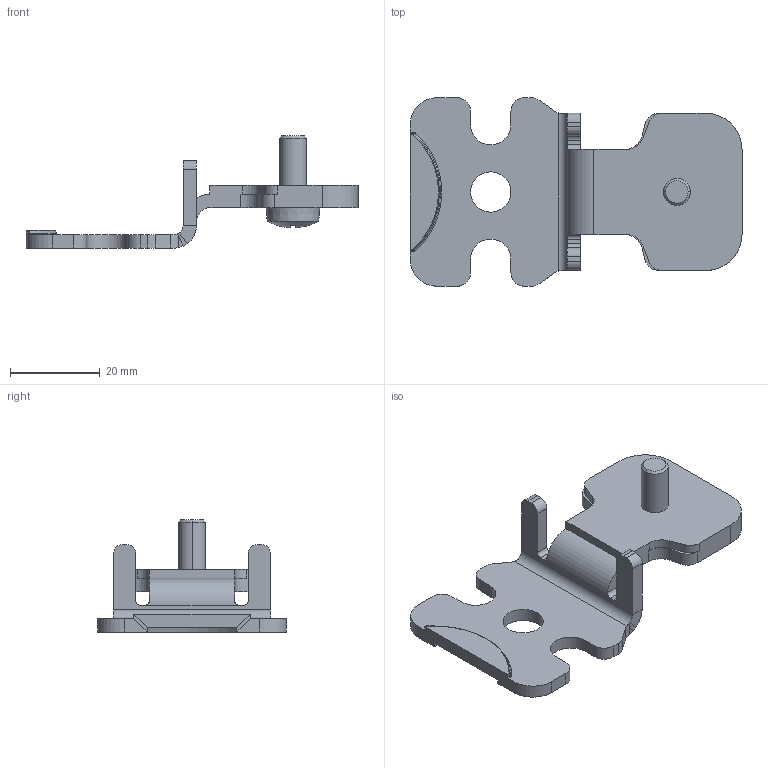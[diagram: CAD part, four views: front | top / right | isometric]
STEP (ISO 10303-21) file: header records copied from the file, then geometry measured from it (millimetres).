
FILE_DESCRIPTION((''),'2;1');
FILE_NAME('NSYAEFPFXSC-3D-','2022-03-21T12:20:16',('SESA6369'),('Schneider-Electric'),'CREO PARAMETRIC BY PTC INC, 2019471','CREO PARAMETRIC BY PTC INC, 2019471','');
FILE_SCHEMA(('AP242_MANAGED_MODEL_BASED_3D_ENGINEERING_MIM_LF { 1 0 10303 442 1 1 4 }'));
Length unit declared in the file: millimetre
Products named in the file (1): NSYAEFPFXSC-3D-
Bounding box: 74 x 42 x 25 mm (x, y, z)
Volume: 10298.4 mm3; surface area: 6958 mm2
Topology: 1 solids, 3 shells, 152 faces, 394 edges, 250 vertices
Faces by surface type: plane 71, cylinder 52, torus 15, cone 6, sphere 6, bspline 2
Entity records: 32746 total; most frequent: CARTESIAN_POINT 27742, DIRECTION 909, ORIENTED_EDGE 788, POLYLINE 462, EDGE_CURVE 394, AXIS2_PLACEMENT_3D 352, VERTEX_POINT 250, VECTOR 205
